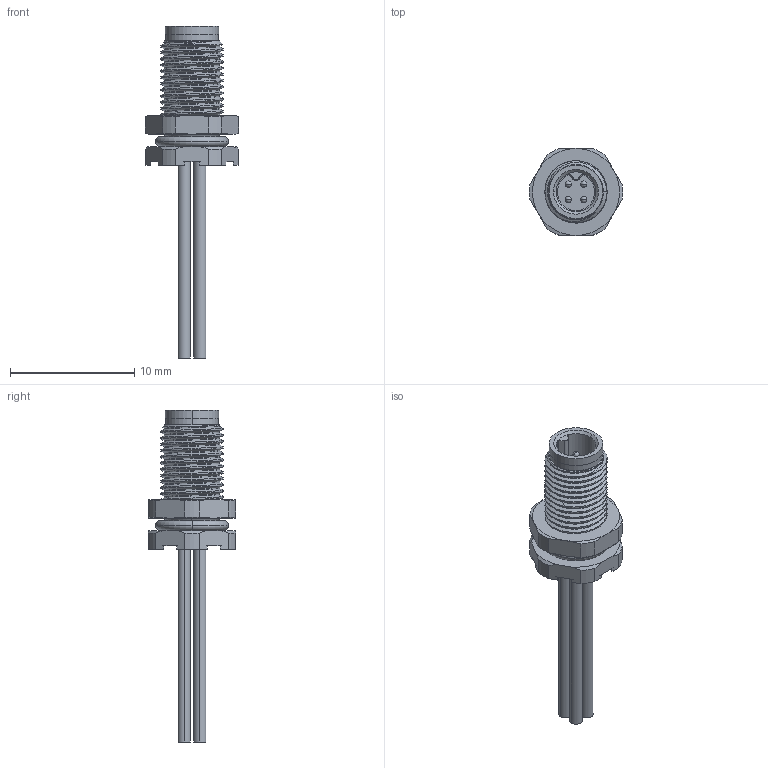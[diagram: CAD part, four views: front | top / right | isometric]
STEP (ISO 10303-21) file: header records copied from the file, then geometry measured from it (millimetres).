
FILE_DESCRIPTION((''),'2;1');
FILE_NAME('001M5-SA00PSW0-00722_4','2025-08-24T',('gongcheng16'),(''),'PRO/ENGINEER BY PARAMETRIC TECHNOLOGY CORPORATION, 2010280','PRO/ENGINEER BY PARAMETRIC TECHNOLOGY CORPORATION, 2010280','');
FILE_SCHEMA(('CONFIG_CONTROL_DESIGN'));
Length unit declared in the file: millimetre
Products named in the file (1): 001M5-SA00PSW0-00722_4
Bounding box: 7.49 x 7 x 26.7 mm (x, y, z)
Volume: 89.6 mm3; surface area: 5049.6 mm2
Topology: 1 solids, 101 shells, 871 faces, 2186 edges, 1430 vertices
Faces by surface type: cylinder 367, plane 265, cone 158, torus 54, bspline 17, sphere 10
Entity records: 32048 total; most frequent: CARTESIAN_POINT 11570, DIRECTION 4471, ORIENTED_EDGE 3878, EDGE_CURVE 2170, AXIS2_PLACEMENT_3D 1891, VERTEX_POINT 1430, CIRCLE 1036, EDGE_LOOP 943
